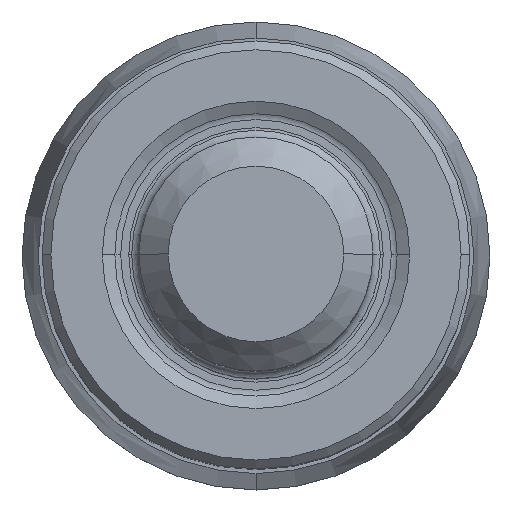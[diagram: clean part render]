
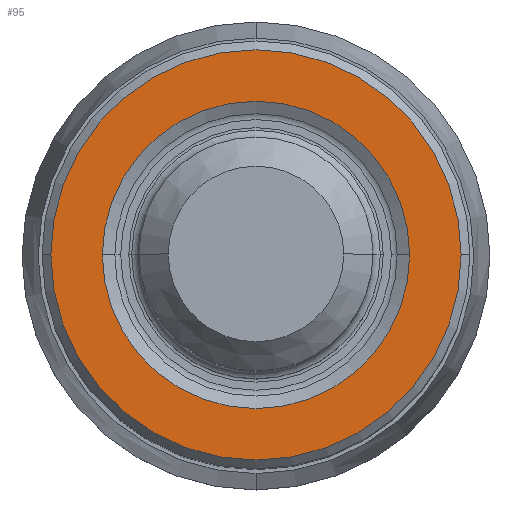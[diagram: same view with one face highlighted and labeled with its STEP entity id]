
A CAD part, top view. The second image highlights one B-rep face of the part: STEP entity #95.
In plain terms, the highlighted planar face has unit normal (0, 0, 1).
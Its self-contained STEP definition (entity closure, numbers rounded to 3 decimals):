
#38=FACE_BOUND('',#167,.T.);
#39=FACE_BOUND('',#168,.T.);
#69=PLANE('',#710);
#95=ADVANCED_FACE('',(#38,#39),#69,.T.);
#167=EDGE_LOOP('',(#252,#253,#254,#255));
#168=EDGE_LOOP('',(#256,#257));
#252=ORIENTED_EDGE('',*,*,#429,.F.);
#253=ORIENTED_EDGE('',*,*,#434,.F.);
#254=ORIENTED_EDGE('',*,*,#433,.F.);
#255=ORIENTED_EDGE('',*,*,#430,.F.);
#256=ORIENTED_EDGE('',*,*,#435,.F.);
#257=ORIENTED_EDGE('',*,*,#436,.F.);
#371=VERTEX_POINT('',#1071);
#372=VERTEX_POINT('',#1072);
#373=VERTEX_POINT('',#1074);
#374=VERTEX_POINT('',#1079);
#375=VERTEX_POINT('',#1083);
#376=VERTEX_POINT('',#1084);
#429=EDGE_CURVE('',#371,#372,#504,.T.);
#430=EDGE_CURVE('',#372,#373,#505,.T.);
#433=EDGE_CURVE('',#373,#374,#506,.T.);
#434=EDGE_CURVE('',#374,#371,#507,.T.);
#435=EDGE_CURVE('',#375,#376,#508,.T.);
#436=EDGE_CURVE('',#376,#375,#509,.T.);
#504=CIRCLE('',#702,7.015);
#505=CIRCLE('',#703,7.015);
#506=CIRCLE('',#705,7.015);
#507=CIRCLE('',#706,7.015);
#508=CIRCLE('',#708,5.254);
#509=CIRCLE('',#709,5.254);
#702=AXIS2_PLACEMENT_3D('',#1070,#856,#857);
#703=AXIS2_PLACEMENT_3D('',#1073,#858,#859);
#705=AXIS2_PLACEMENT_3D('',#1078,#864,#865);
#706=AXIS2_PLACEMENT_3D('',#1080,#866,#867);
#708=AXIS2_PLACEMENT_3D('',#1082,#870,#871);
#709=AXIS2_PLACEMENT_3D('',#1085,#872,#873);
#710=AXIS2_PLACEMENT_3D('',#1086,#874,#875);
#856=DIRECTION('',(0.,0.,-1.));
#857=DIRECTION('',(-1.,0.,0.));
#858=DIRECTION('',(0.,0.,-1.));
#859=DIRECTION('',(0.,1.,0.));
#864=DIRECTION('',(0.,0.,-1.));
#865=DIRECTION('',(1.,0.,0.));
#866=DIRECTION('',(0.,0.,-1.));
#867=DIRECTION('',(0.,-1.,0.));
#870=DIRECTION('',(0.,0.,1.));
#871=DIRECTION('',(-1.,0.,0.));
#872=DIRECTION('',(0.,0.,1.));
#873=DIRECTION('',(1.,0.,0.));
#874=DIRECTION('',(0.,0.,1.));
#875=DIRECTION('',(-1.,0.,0.));
#1070=CARTESIAN_POINT('',(0.,0.,0.));
#1071=CARTESIAN_POINT('',(-7.015,0.,0.));
#1072=CARTESIAN_POINT('',(0.,7.015,0.));
#1073=CARTESIAN_POINT('',(0.,0.,0.));
#1074=CARTESIAN_POINT('',(7.015,0.,0.));
#1078=CARTESIAN_POINT('',(0.,0.,0.));
#1079=CARTESIAN_POINT('',(0.,-7.015,0.));
#1080=CARTESIAN_POINT('',(0.,0.,0.));
#1082=CARTESIAN_POINT('',(0.,0.,0.));
#1083=CARTESIAN_POINT('',(-5.254,0.,0.));
#1084=CARTESIAN_POINT('',(5.254,0.,0.));
#1085=CARTESIAN_POINT('',(0.,0.,0.));
#1086=CARTESIAN_POINT('',(0.,0.,0.));
